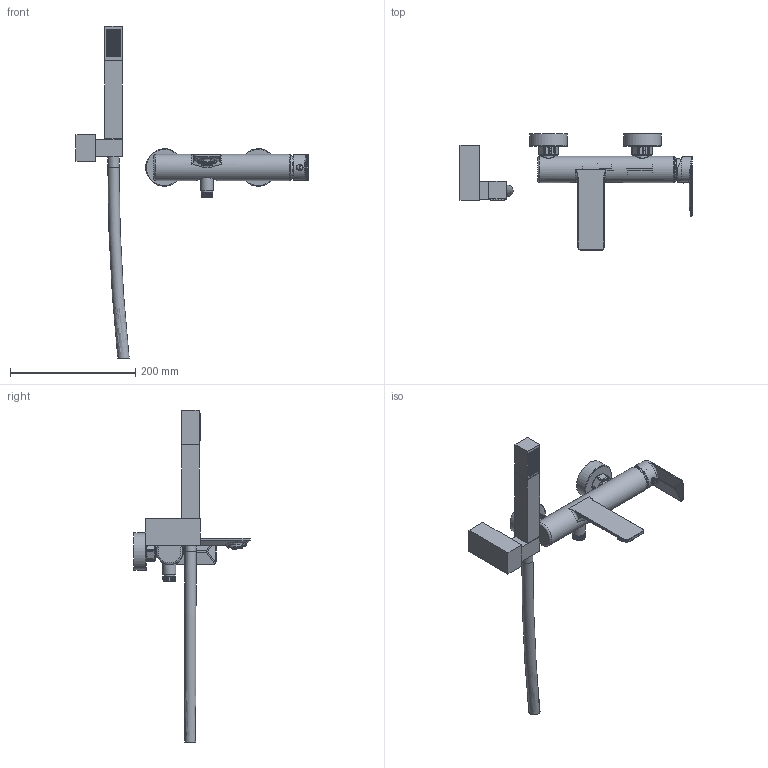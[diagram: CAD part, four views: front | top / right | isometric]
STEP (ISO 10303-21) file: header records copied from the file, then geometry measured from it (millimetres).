
FILE_DESCRIPTION(('HOOPS Exchange Step'),'2;1');
FILE_NAME('temp_export','2025-05-15T11:59:03+02:00',('CiBrutta'),('Shapr3D Limited'),'HOOPS Exchange 2024.8','Shapr3D','Authorized');
FILE_SCHEMA( ('AP242_MANAGED_MODEL_BASED_3D_ENGINEERING_MIM_LF {1 0 10303 442 1 1 4}') );
Length unit declared in the file: millimetre
Products named in the file (20): Kit Doccia Quadro.stp; TOM2C788654AYIV_1; TOM2C788654AYIV_2; TOM2C788654AYIV_3; TOM2C788654AYIV_4; TOM2C788654AYIV_5; TOM2C788654AYIV_6; TOM2C788654AYIV_7; DQ211; TOM2C788654AYIV_8; TOM2C788654AYIV_9; TOM2C788654AYIV_10; TOM2C788654AYIV_12; TOM2C788654AYIV_13; TOM2C788654AYIV_14; TOM2C788654AYIV_15; TOM2C788654AYIV; ary0021.stp; ary0020.stp; root
Assembly tree (19 placements, depth 5):
  root
    ary0020.stp
      Kit Doccia Quadro.stp
      ary0021.stp
        TOM2C788654AYIV
          TOM2C788654AYIV_1
          TOM2C788654AYIV_2
          TOM2C788654AYIV_3
          TOM2C788654AYIV_4
          TOM2C788654AYIV_5
          TOM2C788654AYIV_6
          TOM2C788654AYIV_7
          DQ211
          TOM2C788654AYIV_8
          TOM2C788654AYIV_9
          TOM2C788654AYIV_10
          TOM2C788654AYIV_12
          TOM2C788654AYIV_13
          TOM2C788654AYIV_14
          TOM2C788654AYIV_15
Bounding box: 370.88 x 186 x 530.67 mm (x, y, z)
Volume: 539598.8 mm3
Topology: 16 solids, 16 shells, 3723 faces, 9252 edges, 6296 vertices
Faces by surface type: plane 2284, cylinder 974, bspline 313, cone 82, torus 68, sphere 2
Full cylindrical faces by diameter (mm): 0.5 x317, 1 x135, 2 x139, 4 x1, 4.4 x2, 5 x3, 5.2 x5, 6 x2, 7 x2, 7.8 x1, 9 x2, 9.2 x3, 9.6 x2, 9.8 x1, 10.4 x4, 10.5 x1, 11.6 x1, 13.5 x1, 14 x1, 14.2 x1, 16 x4, 16.4 x1, 16.5 x4, 16.6 x1, 16.8 x4, 16.9 x1, 17.8 x1, 17.86 x1, 18 x4, 18.2 x1
Entity records: 224799 total; most frequent: CARTESIAN_POINT 137882, ORIENTED_EDGE 18338, DIRECTION 16421, EDGE_CURVE 9169, VERTEX_POINT 6296, AXIS2_PLACEMENT_3D 5665, VECTOR 5091, LINE 5091
